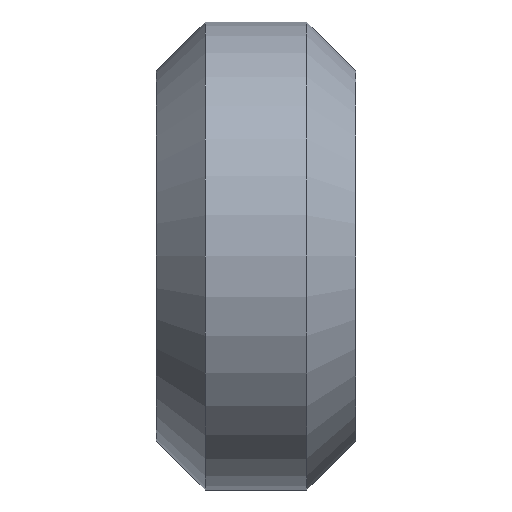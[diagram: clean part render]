
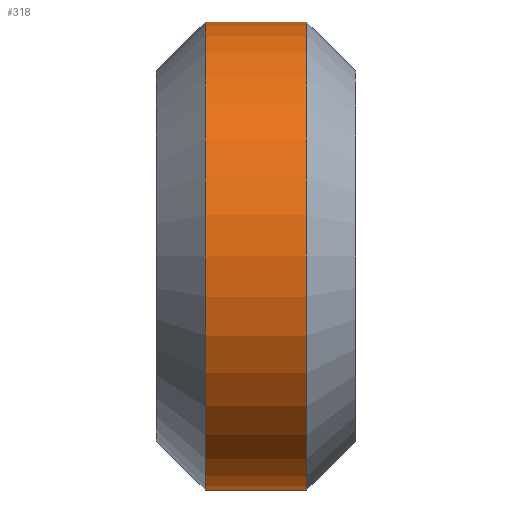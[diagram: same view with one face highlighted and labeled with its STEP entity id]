
A CAD part, front view. The second image highlights one B-rep face of the part: STEP entity #318.
In plain terms, the highlighted cylindrical face has radius 11.95 mm (diameter 23.9 mm), a partial arc.
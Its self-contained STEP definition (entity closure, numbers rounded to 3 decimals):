
#2 = DIRECTION ( 'NONE',  ( 0., 0., -1. ) ) ;
#12 = EDGE_CURVE ( 'NONE', #373, #336, #208, .T. ) ;
#64 = VERTEX_POINT ( 'NONE', #445 ) ;
#69 = CARTESIAN_POINT ( 'NONE',  ( -2.6, 0., 0. ) ) ;
#77 = DIRECTION ( 'NONE',  ( 0., 0., -1. ) ) ;
#85 = CARTESIAN_POINT ( 'NONE',  ( 5.1, 0., -11.95 ) ) ;
#91 = EDGE_LOOP ( 'NONE', ( #327, #113, #444, #166 ) ) ;
#94 = DIRECTION ( 'NONE',  ( -1., 0., 0. ) ) ;
#113 = ORIENTED_EDGE ( 'NONE', *, *, #403, .T. ) ;
#143 = CIRCLE ( 'NONE', #481, 11.95 ) ;
#166 = ORIENTED_EDGE ( 'NONE', *, *, #12, .T. ) ;
#193 = CARTESIAN_POINT ( 'NONE',  ( 5.1, 0., 11.95 ) ) ;
#208 = CIRCLE ( 'NONE', #245, 11.95 ) ;
#226 = CYLINDRICAL_SURFACE ( 'NONE', #330, 11.95 ) ;
#238 = CARTESIAN_POINT ( 'NONE',  ( 5.1, 0., 0. ) ) ;
#244 = EDGE_CURVE ( 'NONE', #64, #336, #522, .T. ) ;
#245 = AXIS2_PLACEMENT_3D ( 'NONE', #69, #405, #77 ) ;
#264 = DIRECTION ( 'NONE',  ( -1., 0., 0. ) ) ;
#294 = VERTEX_POINT ( 'NONE', #506 ) ;
#318 = ADVANCED_FACE ( 'NONE', ( #527 ), #226, .T. ) ;
#327 = ORIENTED_EDGE ( 'NONE', *, *, #244, .F. ) ;
#330 = AXIS2_PLACEMENT_3D ( 'NONE', #238, #394, #430 ) ;
#336 = VERTEX_POINT ( 'NONE', #495 ) ;
#347 = LINE ( 'NONE', #193, #466 ) ;
#373 = VERTEX_POINT ( 'NONE', #416 ) ;
#394 = DIRECTION ( 'NONE',  ( -1., 0., 0. ) ) ;
#403 = EDGE_CURVE ( 'NONE', #64, #294, #143, .T. ) ;
#405 = DIRECTION ( 'NONE',  ( 1., 0., 0. ) ) ;
#416 = CARTESIAN_POINT ( 'NONE',  ( -2.6, 0., 11.95 ) ) ;
#430 = DIRECTION ( 'NONE',  ( 0., 0., 1. ) ) ;
#443 = VECTOR ( 'NONE', #447, 1000. ) ;
#444 = ORIENTED_EDGE ( 'NONE', *, *, #490, .T. ) ;
#445 = CARTESIAN_POINT ( 'NONE',  ( 2.6, 0., -11.95 ) ) ;
#447 = DIRECTION ( 'NONE',  ( -1., 0., 0. ) ) ;
#466 = VECTOR ( 'NONE', #94, 1000. ) ;
#481 = AXIS2_PLACEMENT_3D ( 'NONE', #533, #264, #2 ) ;
#490 = EDGE_CURVE ( 'NONE', #294, #373, #347, .T. ) ;
#495 = CARTESIAN_POINT ( 'NONE',  ( -2.6, 0., -11.95 ) ) ;
#506 = CARTESIAN_POINT ( 'NONE',  ( 2.6, 0., 11.95 ) ) ;
#522 = LINE ( 'NONE', #85, #443 ) ;
#527 = FACE_OUTER_BOUND ( 'NONE', #91, .T. ) ;
#533 = CARTESIAN_POINT ( 'NONE',  ( 2.6, 0., 0. ) ) ;
